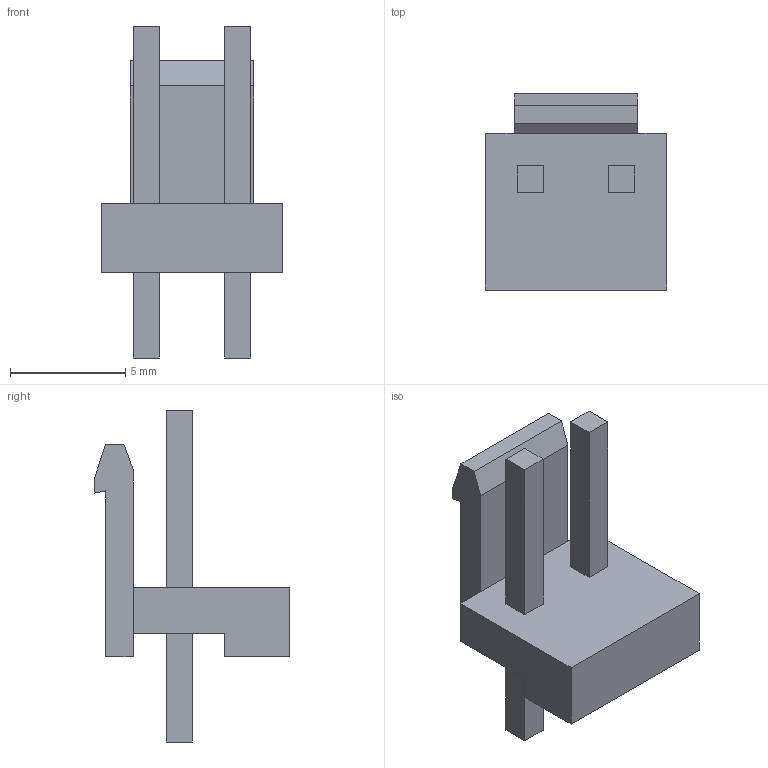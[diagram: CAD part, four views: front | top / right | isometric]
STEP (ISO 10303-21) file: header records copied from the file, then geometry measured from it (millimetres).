
FILE_DESCRIPTION((''),'2;1');
FILE_NAME('C-1-1123723-2','2014-06-13T',('workeradm'),('Tyco Electronics Ltd.'),'PRO/ENGINEER BY PARAMETRIC TECHNOLOGY CORPORATION, 2013050','PRO/ENGINEER BY PARAMETRIC TECHNOLOGY CORPORATION, 2013050','');
FILE_SCHEMA(('AUTOMOTIVE_DESIGN { 1 0 10303 214 1 1 1 1 }'));
Length unit declared in the file: millimetre
Products named in the file (1): C-1-1123723-2
Bounding box: 7.86 x 8.5 x 14.4 mm (x, y, z)
Volume: 223 mm3; surface area: 414.9 mm2
Topology: 1 solids, 1 shells, 40 faces, 98 edges, 64 vertices
Faces by surface type: plane 40
Entity records: 1326 total; most frequent: CARTESIAN_POINT 204, ORIENTED_EDGE 196, DIRECTION 178, COLOUR_RGB 126, VECTOR 98, LINE 98, EDGE_CURVE 98, VERTEX_POINT 64
